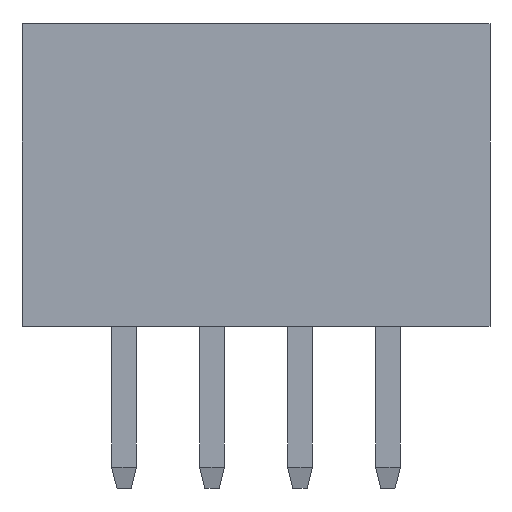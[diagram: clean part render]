
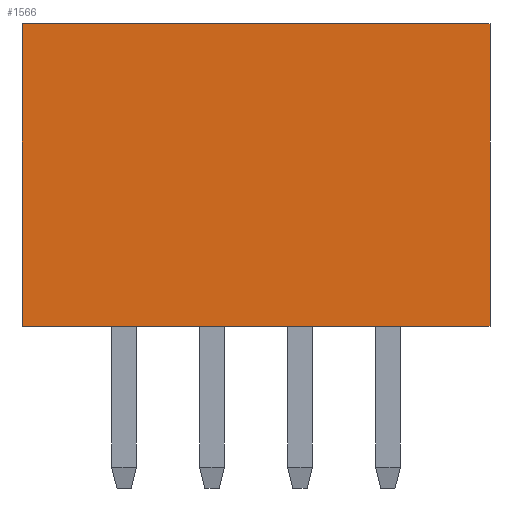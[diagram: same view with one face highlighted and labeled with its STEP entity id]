
A CAD part, front view. The second image highlights one B-rep face of the part: STEP entity #1566.
In plain terms, the highlighted planar face has unit normal (0, -1, 0).
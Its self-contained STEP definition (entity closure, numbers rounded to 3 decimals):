
#40=FACE_OUTER_BOUND('',#134,.T.);
#134=EDGE_LOOP('',(#1071,#1072,#1073,#1074));
#270=LINE('',#2277,#490);
#271=LINE('',#2279,#491);
#272=LINE('',#2281,#492);
#273=LINE('',#2282,#493);
#490=VECTOR('',#1836,1.);
#491=VECTOR('',#1837,1.);
#492=VECTOR('',#1838,1.);
#493=VECTOR('',#1839,1.);
#704=VERTEX_POINT('',#2275);
#705=VERTEX_POINT('',#2276);
#706=VERTEX_POINT('',#2278);
#707=VERTEX_POINT('',#2280);
#846=EDGE_CURVE('',#704,#705,#270,.T.);
#847=EDGE_CURVE('',#706,#705,#271,.T.);
#848=EDGE_CURVE('',#707,#706,#272,.T.);
#849=EDGE_CURVE('',#707,#704,#273,.T.);
#1071=ORIENTED_EDGE('',*,*,#846,.T.);
#1072=ORIENTED_EDGE('',*,*,#847,.F.);
#1073=ORIENTED_EDGE('',*,*,#848,.F.);
#1074=ORIENTED_EDGE('',*,*,#849,.T.);
#1472=PLANE('',#1675);
#1566=ADVANCED_FACE('',(#40),#1472,.F.);
#1675=AXIS2_PLACEMENT_3D('',#2274,#1834,#1835);
#1834=DIRECTION('center_axis',(0.,1.,0.));
#1835=DIRECTION('ref_axis',(0.,0.,
1.));
#1836=DIRECTION('',(-1.,0.,0.));
#1837=DIRECTION('',(0.,0.,1.));
#1838=DIRECTION('',(-1.,0.,0.));
#1839=DIRECTION('',(0.,0.,1.));
#2274=CARTESIAN_POINT('Origin',(28.445,-1.21,3.916));
#2275=CARTESIAN_POINT('',(30.2,-1.21,4.3));
#2276=CARTESIAN_POINT('',(23.55,-1.21,4.3));
#2277=CARTESIAN_POINT('',(11.875,-1.21,4.3));
#2278=CARTESIAN_POINT('',(23.55,-1.21,0.));
#2279=CARTESIAN_POINT('',(23.55,-1.21,1.53));
#2280=CARTESIAN_POINT('',(30.2,-1.21,0.));
#2281=CARTESIAN_POINT('',(28.125,-1.21,0.));
#2282=CARTESIAN_POINT('',(30.2,-1.21,1.53));
